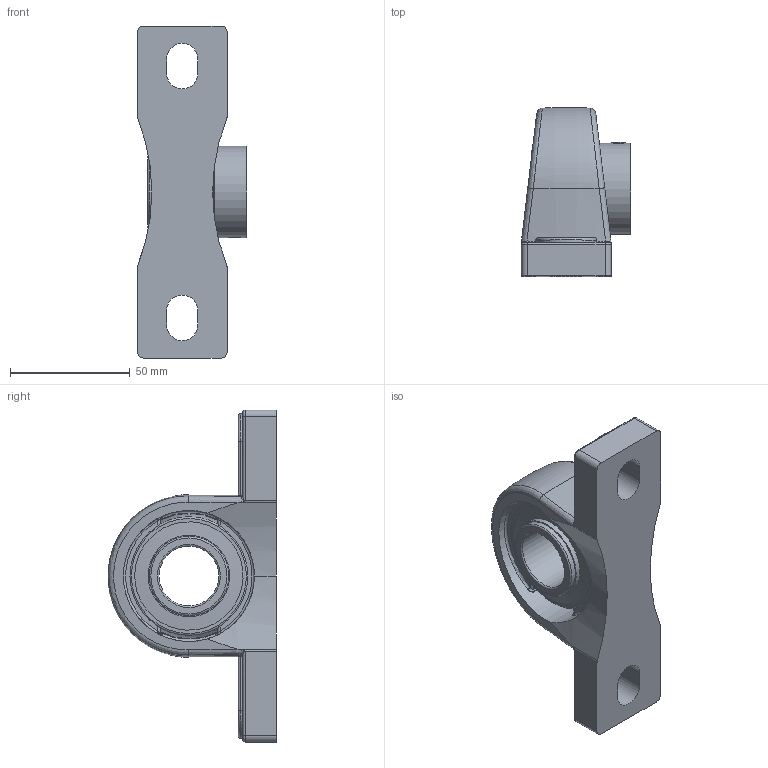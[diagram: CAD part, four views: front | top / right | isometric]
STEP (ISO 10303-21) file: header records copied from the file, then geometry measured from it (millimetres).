
FILE_DESCRIPTION(('HOOPS Exchange Step'),'2;1');
FILE_NAME('export-8A5A4A30-8B0D-4003-AB1F-0226D423E0B8.stp','2020-05-21T09:48:42-07:00',('dkerr'),('Alibre'),'HOOPS Exchange 2020.0','Alibre','Unknown authorisation');
FILE_SCHEMA( ('AP242_MANAGED_MODEL_BASED_3D_ENGINEERING_MIM_LF {1 0 10303 442 1 1 4 }') );
Length unit declared in the file: inch
Products named in the file (8): MRN SPM 205 L4L; SNC 205 (Ball Bearing); SNC 205 (Shield); SNC 205 (Setscrew); SNC 205 (Collar); SNC 205 L4L (25mm) (Race); MRN SNC 205 L4L (25mm); MRN SNCSPM 205 L4L (25mm)
Assembly tree (8 placements, depth 3):
  MRN SNCSPM 205 L4L (25mm)
    MRN SPM 205 L4L
    MRN SNC 205 L4L (25mm)
      SNC 205 (Ball Bearing)
      SNC 205 (Shield)  x2
      SNC 205 (Setscrew)
      SNC 205 (Collar)
      SNC 205 L4L (25mm) (Race)
Bounding box: 45.65 x 70.4 x 138.5 mm (x, y, z)
Volume: 122594.6 mm3; surface area: 47395.9 mm2
Topology: 16 solids, 16 shells, 186 faces, 505 edges, 328 vertices
Faces by surface type: cylinder 63, plane 52, torus 24, bspline 18, sphere 16, cone 13
Full cylindrical faces by diameter (mm): 5.994 x1, 6 x2, 25 x2, 30.683 x2, 33.02 x4, 34.036 x2, 38.1 x1, 44.063 x2, 45.212 x2, 54.712 x2, 60.25 x1
Entity records: 12406 total; most frequent: CARTESIAN_POINT 7732, DIRECTION 975, ORIENTED_EDGE 916, EDGE_CURVE 458, AXIS2_PLACEMENT_3D 416, VERTEX_POINT 314, CIRCLE 215, EDGE_LOOP 200
